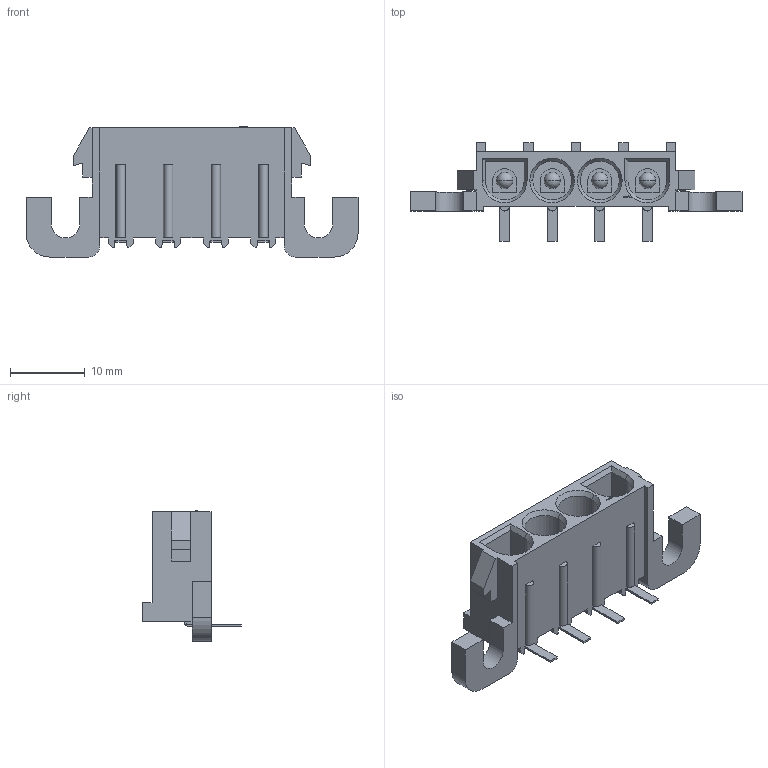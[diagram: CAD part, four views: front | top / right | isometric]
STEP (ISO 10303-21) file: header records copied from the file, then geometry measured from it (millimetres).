
FILE_DESCRIPTION((''),'2;1');
FILE_NAME('C-0350944-10-3','2007-11-29T',('workeradm'),('Tyco Electronics Corporation'),'PRO/ENGINEER BY PARAMETRIC TECHNOLOGY CORPORATION, 2005450','PRO/ENGINEER BY PARAMETRIC TECHNOLOGY CORPORATION, 2005450','');
FILE_SCHEMA(('CONFIG_CONTROL_DESIGN', 'GEOMETRIC_VALIDATION_PROPERTIES_MIM'));
Length unit declared in the file: millimetre
Products named in the file (1): C-0350944-10-3
Bounding box: 44.32 x 13.21 x 17.36 mm (x, y, z)
Volume: 2177.1 mm3; surface area: 3266 mm2
Topology: 1 solids, 1 shells, 238 faces, 641 edges, 414 vertices
Faces by surface type: plane 184, cylinder 40, sphere 8, cone 6
Entity records: 7428 total; most frequent: CARTESIAN_POINT 1286, ORIENTED_EDGE 1266, DIRECTION 1203, EDGE_CURVE 633, VECTOR 539, LINE 539, VERTEX_POINT 414, AXIS2_PLACEMENT_3D 332
